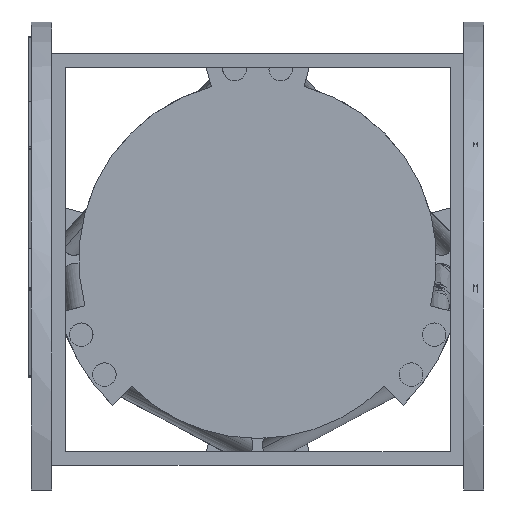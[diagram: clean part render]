
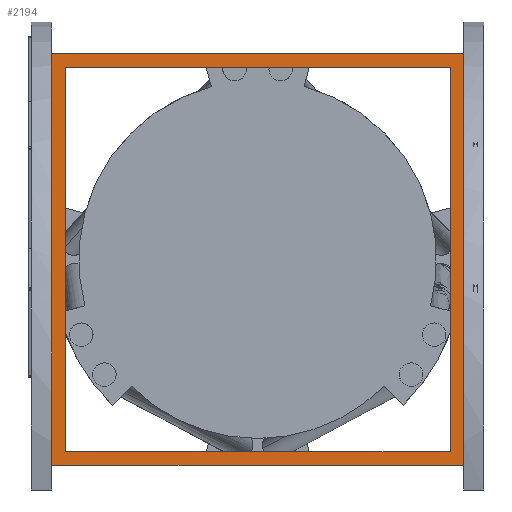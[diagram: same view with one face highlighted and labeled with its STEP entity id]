
A CAD part, front view. The second image highlights one B-rep face of the part: STEP entity #2194.
In plain terms, the highlighted planar face has unit normal (0, -1, 0).
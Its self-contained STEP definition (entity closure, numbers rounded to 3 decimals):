
#160 = EDGE_CURVE ( 'NONE', #6660, #1673, #1404, .T. ) ;
#194 = CARTESIAN_POINT ( 'NONE',  ( 305., -30., 305. ) ) ;
#229 = DIRECTION ( 'NONE',  ( 0., 0., -1. ) ) ;
#376 = CARTESIAN_POINT ( 'NONE',  ( 305., -30., -305. ) ) ;
#484 = CARTESIAN_POINT ( 'NONE',  ( -285., -30., -285. ) ) ;
#578 = ORIENTED_EDGE ( 'NONE', *, *, #5169, .T. ) ;
#751 = VECTOR ( 'NONE', #4234, 1000. ) ;
#923 = CARTESIAN_POINT ( 'NONE',  ( 305., -30., -51.974 ) ) ;
#950 = DIRECTION ( 'NONE',  ( 0., 0., -1. ) ) ;
#963 = LINE ( 'NONE', #5552, #6607 ) ;
#1010 = LINE ( 'NONE', #1037, #3700 ) ;
#1034 = LINE ( 'NONE', #3748, #3774 ) ;
#1037 = CARTESIAN_POINT ( 'NONE',  ( 305., -30., -305. ) ) ;
#1046 = EDGE_CURVE ( 'NONE', #2257, #3939, #963, .T. ) ;
#1050 = ORIENTED_EDGE ( 'NONE', *, *, #6991, .F. ) ;
#1058 = CARTESIAN_POINT ( 'NONE',  ( 305., -30., -95.191 ) ) ;
#1218 = VERTEX_POINT ( 'NONE', #1386 ) ;
#1234 = CARTESIAN_POINT ( 'NONE',  ( -305., -30., -305. ) ) ;
#1386 = CARTESIAN_POINT ( 'NONE',  ( -285., -30., 285. ) ) ;
#1404 = LINE ( 'NONE', #2993, #3663 ) ;
#1673 = VERTEX_POINT ( 'NONE', #3254 ) ;
#1733 = VERTEX_POINT ( 'NONE', #1058 ) ;
#1746 = LINE ( 'NONE', #4449, #3694 ) ;
#1758 = FACE_BOUND ( 'NONE', #6658, .T. ) ;
#1981 = VERTEX_POINT ( 'NONE', #923 ) ;
#2026 = CARTESIAN_POINT ( 'NONE',  ( -285., -30., -285. ) ) ;
#2062 = ORIENTED_EDGE ( 'NONE', *, *, #1046, .T. ) ;
#2120 = CARTESIAN_POINT ( 'NONE',  ( 305., -30., -305. ) ) ;
#2125 = VECTOR ( 'NONE', #4014, 1000. ) ;
#2194 = ADVANCED_FACE ( 'NONE', ( #5032, #1758 ), #5067, .T. ) ;
#2251 = CARTESIAN_POINT ( 'NONE',  ( -305., -30., 305. ) ) ;
#2257 = VERTEX_POINT ( 'NONE', #194 ) ;
#2258 = DIRECTION ( 'NONE',  ( 0., -1., 0. ) ) ;
#2298 = CARTESIAN_POINT ( 'NONE',  ( 305., -30., -305. ) ) ;
#2371 = LINE ( 'NONE', #1234, #2125 ) ;
#2417 = CARTESIAN_POINT ( 'NONE',  ( 285., -30., -285. ) ) ;
#2518 = VERTEX_POINT ( 'NONE', #3048 ) ;
#2682 = LINE ( 'NONE', #2120, #6154 ) ;
#2707 = DIRECTION ( 'NONE',  ( 0., 0., 1. ) ) ;
#2905 = VECTOR ( 'NONE', #950, 1000. ) ;
#2992 = ORIENTED_EDGE ( 'NONE', *, *, #4862, .T. ) ;
#2993 = CARTESIAN_POINT ( 'NONE',  ( -305., -30., -305. ) ) ;
#3027 = CARTESIAN_POINT ( 'NONE',  ( 305., -30., -305. ) ) ;
#3048 = CARTESIAN_POINT ( 'NONE',  ( 285., -30., -285. ) ) ;
#3078 = LINE ( 'NONE', #2026, #2905 ) ;
#3194 = CARTESIAN_POINT ( 'NONE',  ( -305., -30., -51.974 ) ) ;
#3254 = CARTESIAN_POINT ( 'NONE',  ( -305., -30., -95.191 ) ) ;
#3546 = DIRECTION ( 'NONE',  ( 0., 0., -1. ) ) ;
#3612 = DIRECTION ( 'NONE',  ( 0., 0., 1. ) ) ;
#3634 = ORIENTED_EDGE ( 'NONE', *, *, #6422, .T. ) ;
#3663 = VECTOR ( 'NONE', #3546, 1000. ) ;
#3694 = VECTOR ( 'NONE', #6605, 1000. ) ;
#3699 = DIRECTION ( 'NONE',  ( 0., 0., 1. ) ) ;
#3700 = VECTOR ( 'NONE', #2707, 1000. ) ;
#3748 = CARTESIAN_POINT ( 'NONE',  ( 285., -30., 285. ) ) ;
#3769 = VERTEX_POINT ( 'NONE', #5391 ) ;
#3774 = VECTOR ( 'NONE', #5906, 1000. ) ;
#3833 = CARTESIAN_POINT ( 'NONE',  ( 285., -30., -285. ) ) ;
#3917 = VECTOR ( 'NONE', #4556, 1000. ) ;
#3937 = ORIENTED_EDGE ( 'NONE', *, *, #6048, .T. ) ;
#3939 = VERTEX_POINT ( 'NONE', #2251 ) ;
#4014 = DIRECTION ( 'NONE',  ( 0., 0., -1. ) ) ;
#4018 = EDGE_CURVE ( 'NONE', #4897, #1218, #1034, .T. ) ;
#4074 = LINE ( 'NONE', #3027, #4366 ) ;
#4150 = AXIS2_PLACEMENT_3D ( 'NONE', #4929, #2258, #229 ) ;
#4165 = EDGE_LOOP ( 'NONE', ( #6284, #5220, #3937, #578, #2992, #6283, #3634, #2062 ) ) ;
#4234 = DIRECTION ( 'NONE',  ( 1., 0., 0. ) ) ;
#4366 = VECTOR ( 'NONE', #3612, 1000. ) ;
#4449 = CARTESIAN_POINT ( 'NONE',  ( -305., -30., -305. ) ) ;
#4556 = DIRECTION ( 'NONE',  ( 0., 0., 1. ) ) ;
#4678 = DIRECTION ( 'NONE',  ( 1., 0., 0. ) ) ;
#4720 = VERTEX_POINT ( 'NONE', #2298 ) ;
#4862 = EDGE_CURVE ( 'NONE', #4720, #1733, #2682, .T. ) ;
#4897 = VERTEX_POINT ( 'NONE', #5355 ) ;
#4929 = CARTESIAN_POINT ( 'NONE',  ( 0., -30., 0. ) ) ;
#4965 = ORIENTED_EDGE ( 'NONE', *, *, #4018, .F. ) ;
#4969 = VERTEX_POINT ( 'NONE', #484 ) ;
#5032 = FACE_OUTER_BOUND ( 'NONE', #4165, .T. ) ;
#5067 = PLANE ( 'NONE',  #4150 ) ;
#5169 = EDGE_CURVE ( 'NONE', #3769, #4720, #5217, .T. ) ;
#5217 = LINE ( 'NONE', #376, #5820 ) ;
#5220 = ORIENTED_EDGE ( 'NONE', *, *, #160, .T. ) ;
#5335 = ORIENTED_EDGE ( 'NONE', *, *, #5834, .F. ) ;
#5355 = CARTESIAN_POINT ( 'NONE',  ( 285., -30., 285. ) ) ;
#5391 = CARTESIAN_POINT ( 'NONE',  ( -305., -30., -305. ) ) ;
#5478 = DIRECTION ( 'NONE',  ( -1., 0., 0. ) ) ;
#5552 = CARTESIAN_POINT ( 'NONE',  ( 305., -30., 305. ) ) ;
#5796 = EDGE_CURVE ( 'NONE', #1218, #4969, #3078, .T. ) ;
#5820 = VECTOR ( 'NONE', #4678, 1000. ) ;
#5834 = EDGE_CURVE ( 'NONE', #4969, #2518, #6992, .T. ) ;
#5906 = DIRECTION ( 'NONE',  ( -1., 0., 0. ) ) ;
#6048 = EDGE_CURVE ( 'NONE', #1673, #3769, #2371, .T. ) ;
#6154 = VECTOR ( 'NONE', #3699, 1000. ) ;
#6195 = LINE ( 'NONE', #2417, #3917 ) ;
#6283 = ORIENTED_EDGE ( 'NONE', *, *, #6698, .T. ) ;
#6284 = ORIENTED_EDGE ( 'NONE', *, *, #6892, .T. ) ;
#6422 = EDGE_CURVE ( 'NONE', #1981, #2257, #4074, .T. ) ;
#6605 = DIRECTION ( 'NONE',  ( 0., 0., -1. ) ) ;
#6607 = VECTOR ( 'NONE', #5478, 1000. ) ;
#6658 = EDGE_LOOP ( 'NONE', ( #1050, #5335, #6761, #4965 ) ) ;
#6660 = VERTEX_POINT ( 'NONE', #3194 ) ;
#6698 = EDGE_CURVE ( 'NONE', #1733, #1981, #1010, .T. ) ;
#6761 = ORIENTED_EDGE ( 'NONE', *, *, #5796, .F. ) ;
#6892 = EDGE_CURVE ( 'NONE', #3939, #6660, #1746, .T. ) ;
#6991 = EDGE_CURVE ( 'NONE', #2518, #4897, #6195, .T. ) ;
#6992 = LINE ( 'NONE', #3833, #751 ) ;
